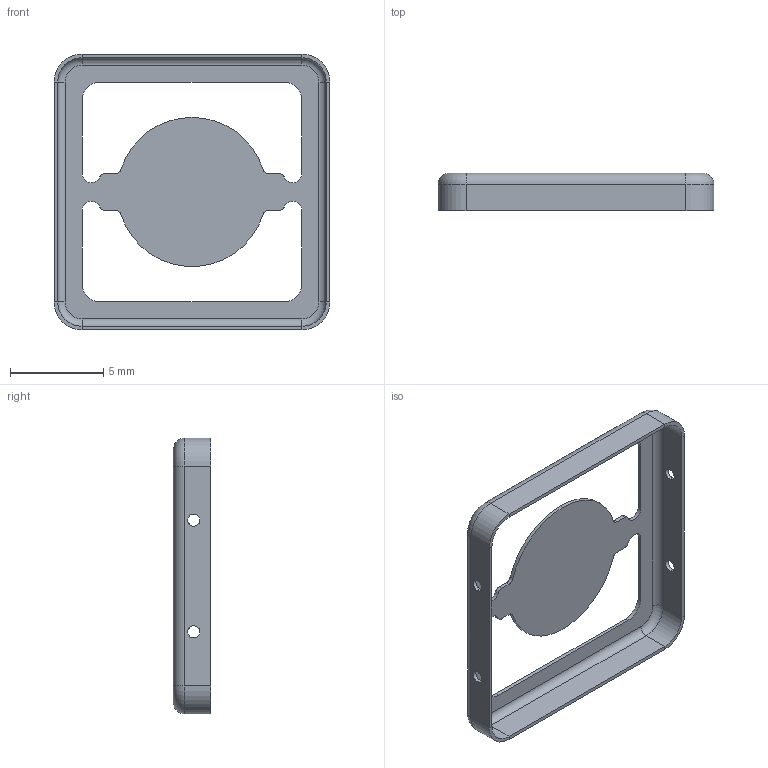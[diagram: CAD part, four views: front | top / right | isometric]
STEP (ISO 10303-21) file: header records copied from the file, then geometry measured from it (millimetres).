
FILE_DESCRIPTION (( 'STEP AP203' ), '1' );
FILE_NAME ('MS148-20F.STEP', '2024-02-15T12:24:03', ( '' ), ( '' ), 'SwSTEP 2.0', 'SolidWorks 2021', '' );
FILE_SCHEMA (( 'CONFIG_CONTROL_DESIGN' ));
Length unit declared in the file: millimetre
Products named in the file (1): MS148-20F
Bounding box: 14.8 x 2 x 14.8 mm (x, y, z)
Volume: 44.5 mm3; surface area: 472.4 mm2
Topology: 1 solids, 1 shells, 81 faces, 205 edges, 126 vertices
Faces by surface type: cylinder 45, plane 28, torus 8
Entity records: 2542 total; most frequent: DIRECTION 467, CARTESIAN_POINT 413, ORIENTED_EDGE 410, EDGE_CURVE 205, AXIS2_PLACEMENT_3D 180, VERTEX_POINT 126, VECTOR 107, LINE 107
